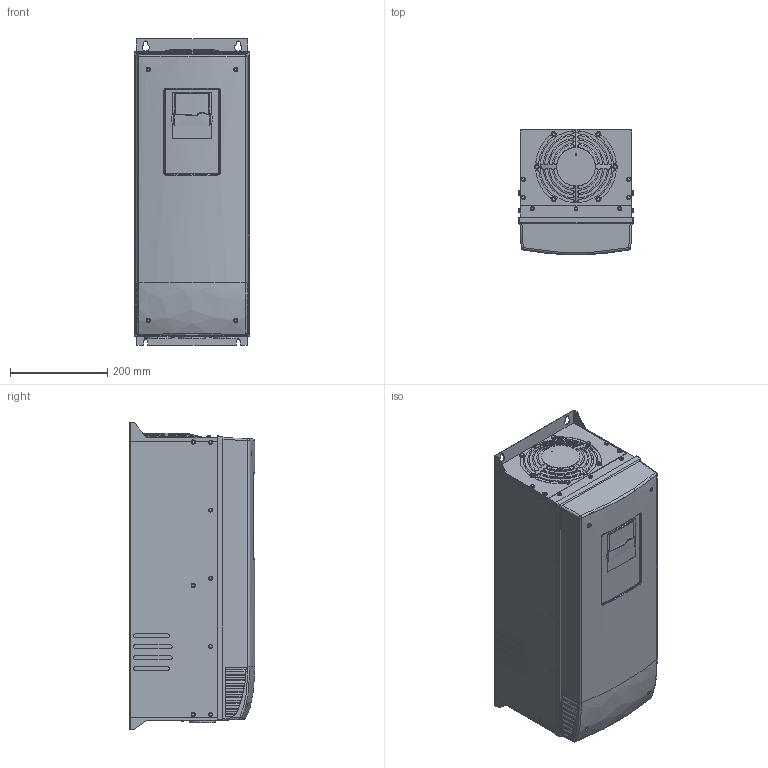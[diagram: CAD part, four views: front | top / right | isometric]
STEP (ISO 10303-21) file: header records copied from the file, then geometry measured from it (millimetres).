
FILE_DESCRIPTION((''),'2;1');
FILE_NAME('VACON_FR7_IP21','2020-02-27T',('U377409'),('Danfoss Drives A/S'),'CREO PARAMETRIC BY PTC INC, 2018070','CREO PARAMETRIC BY PTC INC, 2018070','');
FILE_SCHEMA(('CONFIG_CONTROL_DESIGN','GEOMETRIC_VALIDATION_PROPERTIES_MIM'));
Products named in the file (1): VACON_FR7_IP21
Bounding box: 236.75 x 257.29 x 630 mm (x, y, z)
Volume: 31873956.4 mm3; surface area: 1930416.6 mm2
Topology: 1 solids, 7 shells, 1406 faces, 4017 edges, 2657 vertices
Faces by surface type: plane 616, cylinder 480, torus 123, bspline 88, cone 60, extrusion 15, sphere 15, revolution 9
Entity records: 71942 total; most frequent: CARTESIAN_POINT 16439, ORIENTED_EDGE 7955, DIRECTION 6941, PRESENTATION_STYLE_ASSIGNMENT 4976, EDGE_CURVE 4002, STYLED_ITEM 3937, CURVE_STYLE 3922, VERTEX_POINT 2657
